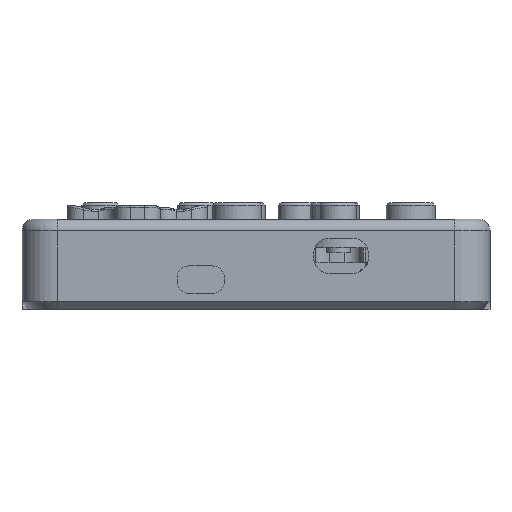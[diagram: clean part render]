
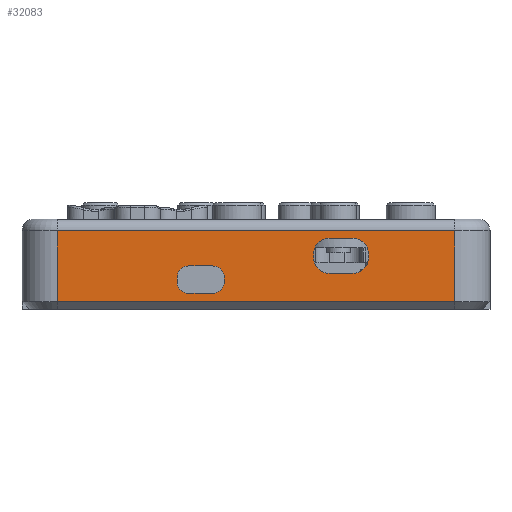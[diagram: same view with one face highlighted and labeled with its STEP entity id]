
A CAD part, front view. The second image highlights one B-rep face of the part: STEP entity #32083.
In plain terms, the highlighted planar face has unit normal (0, -1, 0).
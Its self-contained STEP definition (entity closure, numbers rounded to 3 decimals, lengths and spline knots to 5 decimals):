
#3740=LINE('',#58907,#6471);
#3741=LINE('',#58912,#6472);
#3742=LINE('',#58916,#6473);
#3743=LINE('',#58920,#6474);
#3744=LINE('',#58923,#6475);
#3745=LINE('',#58926,#6476);
#3746=LINE('',#58928,#6477);
#3747=LINE('',#58930,#6478);
#3748=LINE('',#58934,#6479);
#3749=LINE('',#58938,#6480);
#3750=LINE('',#58942,#6481);
#3751=LINE('',#58946,#6482);
#6471=VECTOR('',#44111,1.);
#6472=VECTOR('',#44114,1.);
#6473=VECTOR('',#44117,1.);
#6474=VECTOR('',#44120,1.);
#6475=VECTOR('',#44123,1.);
#6476=VECTOR('',#44124,1.);
#6477=VECTOR('',#44125,1.);
#6478=VECTOR('',#44126,1.);
#6479=VECTOR('',#44129,1.);
#6480=VECTOR('',#44132,1.);
#6481=VECTOR('',#44135,1.);
#6482=VECTOR('',#44138,1.);
#8242=PLANE('',#37073);
#16088=ORIENTED_EDGE('',*,*,#21333,.F.);
#16089=ORIENTED_EDGE('',*,*,#21334,.F.);
#16090=ORIENTED_EDGE('',*,*,#21335,.F.);
#16091=ORIENTED_EDGE('',*,*,#21336,.F.);
#16092=ORIENTED_EDGE('',*,*,#21337,.T.);
#16093=ORIENTED_EDGE('',*,*,#21338,.F.);
#16094=ORIENTED_EDGE('',*,*,#21339,.T.);
#16095=ORIENTED_EDGE('',*,*,#21340,.F.);
#16096=ORIENTED_EDGE('',*,*,#21341,.T.);
#16097=ORIENTED_EDGE('',*,*,#21342,.T.);
#16098=ORIENTED_EDGE('',*,*,#21343,.F.);
#16099=ORIENTED_EDGE('',*,*,#21344,.T.);
#16100=ORIENTED_EDGE('',*,*,#21345,.F.);
#16101=ORIENTED_EDGE('',*,*,#21346,.T.);
#16102=ORIENTED_EDGE('',*,*,#21347,.F.);
#16103=ORIENTED_EDGE('',*,*,#21348,.T.);
#16104=ORIENTED_EDGE('',*,*,#21349,.F.);
#16105=ORIENTED_EDGE('',*,*,#21350,.F.);
#16106=ORIENTED_EDGE('',*,*,#21351,.F.);
#16107=ORIENTED_EDGE('',*,*,#21352,.F.);
#21333=EDGE_CURVE('',#24608,#24609,#3740,.T.);
#21334=EDGE_CURVE('',#24610,#24608,#25895,.T.);
#21335=EDGE_CURVE('',#24611,#24610,#3741,.T.);
#21336=EDGE_CURVE('',#24612,#24611,#25896,.T.);
#21337=EDGE_CURVE('',#24612,#24613,#3742,.T.);
#21338=EDGE_CURVE('',#24614,#24613,#25897,.T.);
#21339=EDGE_CURVE('',#24614,#24615,#3743,.T.);
#21340=EDGE_CURVE('',#24609,#24615,#25898,.T.);
#21341=EDGE_CURVE('',#24616,#24617,#3744,.T.);
#21342=EDGE_CURVE('',#24617,#24618,#3745,.F.);
#21343=EDGE_CURVE('',#24619,#24618,#3746,.T.);
#21344=EDGE_CURVE('',#24619,#24616,#3747,.T.);
#21345=EDGE_CURVE('',#24620,#24621,#25899,.T.);
#21346=EDGE_CURVE('',#24620,#24622,#3748,.T.);
#21347=EDGE_CURVE('',#24623,#24622,#25900,.T.);
#21348=EDGE_CURVE('',#24623,#24624,#3749,.T.);
#21349=EDGE_CURVE('',#24625,#24624,#25901,.T.);
#21350=EDGE_CURVE('',#24626,#24625,#3750,.T.);
#21351=EDGE_CURVE('',#24627,#24626,#25902,.T.);
#21352=EDGE_CURVE('',#24621,#24627,#3751,.T.);
#24608=VERTEX_POINT('',#58908);
#24609=VERTEX_POINT('',#58909);
#24610=VERTEX_POINT('',#58911);
#24611=VERTEX_POINT('',#58913);
#24612=VERTEX_POINT('',#58915);
#24613=VERTEX_POINT('',#58917);
#24614=VERTEX_POINT('',#58919);
#24615=VERTEX_POINT('',#58921);
#24616=VERTEX_POINT('',#58924);
#24617=VERTEX_POINT('',#58925);
#24618=VERTEX_POINT('',#58927);
#24619=VERTEX_POINT('',#58929);
#24620=VERTEX_POINT('',#58932);
#24621=VERTEX_POINT('',#58933);
#24622=VERTEX_POINT('',#58935);
#24623=VERTEX_POINT('',#58937);
#24624=VERTEX_POINT('',#58939);
#24625=VERTEX_POINT('',#58941);
#24626=VERTEX_POINT('',#58943);
#24627=VERTEX_POINT('',#58945);
#25895=CIRCLE('',#37074,0.004);
#25896=CIRCLE('',#37075,0.004);
#25897=CIRCLE('',#37076,0.004);
#25898=CIRCLE('',#37077,0.004);
#25899=CIRCLE('',#37078,0.003);
#25900=CIRCLE('',#37079,0.003);
#25901=CIRCLE('',#37080,0.003);
#25902=CIRCLE('',#37081,0.003);
#27854=EDGE_LOOP('',(#16088,#16089,#16090,#16091,#16092,#16093,#16094,#16095));
#27855=EDGE_LOOP('',(#16096,#16097,#16098,#16099));
#27856=EDGE_LOOP('',(#16100,#16101,#16102,#16103,#16104,#16105,#16106,#16107));
#29956=FACE_BOUND('',#27854,.T.);
#29957=FACE_BOUND('',#27855,.T.);
#29958=FACE_BOUND('',#27856,.T.);
#32083=ADVANCED_FACE('',(#29956,#29957,#29958),#8242,.T.);
#37073=AXIS2_PLACEMENT_3D('',#58906,#44109,#44110);
#37074=AXIS2_PLACEMENT_3D('',#58910,#44112,#44113);
#37075=AXIS2_PLACEMENT_3D('',#58914,#44115,#44116);
#37076=AXIS2_PLACEMENT_3D('',#58918,#44118,#44119);
#37077=AXIS2_PLACEMENT_3D('',#58922,#44121,#44122);
#37078=AXIS2_PLACEMENT_3D('',#58931,#44127,#44128);
#37079=AXIS2_PLACEMENT_3D('',#58936,#44130,#44131);
#37080=AXIS2_PLACEMENT_3D('',#58940,#44133,#44134);
#37081=AXIS2_PLACEMENT_3D('',#58944,#44136,#44137);
#44109=DIRECTION('',(0.,-1.,0.));
#44110=DIRECTION('',(0.,0.,-1.));
#44111=DIRECTION('',(0.,0.,1.));
#44112=DIRECTION('',(0.,-1.,0.));
#44113=DIRECTION('',(1.,0.,0.));
#44114=DIRECTION('',(1.,0.,0.));
#44115=DIRECTION('',(0.,-1.,0.));
#44116=DIRECTION('',(1.,0.,0.));
#44117=DIRECTION('',(0.,0.,1.));
#44118=DIRECTION('',(0.,-1.,0.));
#44119=DIRECTION('',(1.,0.,0.));
#44120=DIRECTION('',(1.,0.,0.));
#44121=DIRECTION('',(0.,-1.,0.));
#44122=DIRECTION('',(1.,0.,0.));
#44123=DIRECTION('',(0.,0.,1.));
#44124=DIRECTION('',(1.,0.,0.));
#44125=DIRECTION('',(0.,0.,1.));
#44126=DIRECTION('',(1.,0.,0.));
#44127=DIRECTION('',(0.,-1.,0.));
#44128=DIRECTION('',(1.,0.,0.));
#44129=DIRECTION('',(0.,0.,1.));
#44130=DIRECTION('',(0.,-1.,0.));
#44131=DIRECTION('',(1.,0.,0.));
#44132=DIRECTION('',(1.,0.,0.));
#44133=DIRECTION('',(0.,-1.,0.));
#44134=DIRECTION('',(1.,0.,0.));
#44135=DIRECTION('',(0.,0.,1.));
#44136=DIRECTION('',(0.,-1.,0.));
#44137=DIRECTION('',(1.,0.,0.));
#44138=DIRECTION('',(1.,0.,0.));
#58906=CARTESIAN_POINT('',(-0.0505,-0.058,-0.018));
#58907=CARTESIAN_POINT('',(0.02863,-0.058,-0.00936));
#58908=CARTESIAN_POINT('',(0.02863,-0.058,-0.00986));
#58909=CARTESIAN_POINT('',(0.02863,-0.058,-0.00886));
#58910=CARTESIAN_POINT('',(0.02463,-0.058,-0.00986));
#58911=CARTESIAN_POINT('',(0.02463,-0.058,-0.01386));
#58912=CARTESIAN_POINT('',(0.02163,-0.058,-0.01386));
#58913=CARTESIAN_POINT('',(0.01863,-0.058,-0.01386));
#58914=CARTESIAN_POINT('',(0.01863,-0.058,-0.00986));
#58915=CARTESIAN_POINT('',(0.01463,-0.058,-0.00986));
#58916=CARTESIAN_POINT('',(0.01463,-0.058,-0.00936));
#58917=CARTESIAN_POINT('',(0.01463,-0.058,-0.00886));
#58918=CARTESIAN_POINT('',(0.01863,-0.058,-0.00886));
#58919=CARTESIAN_POINT('',(0.01863,-0.058,-0.00486));
#58920=CARTESIAN_POINT('',(0.02163,-0.058,-0.00486));
#58921=CARTESIAN_POINT('',(0.02463,-0.058,-0.00486));
#58922=CARTESIAN_POINT('',(0.02463,-0.058,-0.00886));
#58923=CARTESIAN_POINT('',(0.0505,-0.058,-0.018));
#58924=CARTESIAN_POINT('',(0.0505,-0.058,-0.021));
#58925=CARTESIAN_POINT('',(0.0505,-0.058,-0.003));
#58926=CARTESIAN_POINT('',(-0.0505,-0.058,-0.003));
#58927=CARTESIAN_POINT('',(-0.0505,-0.058,-0.003));
#58928=CARTESIAN_POINT('',(-0.0505,-0.058,-0.018));
#58929=CARTESIAN_POINT('',(-0.0505,-0.058,-0.021));
#58930=CARTESIAN_POINT('',(-0.0505,-0.058,-0.021));
#58931=CARTESIAN_POINT('',(-0.01707,-0.058,-0.01593));
#58932=CARTESIAN_POINT('',(-0.02007,-0.058,-0.01593));
#58933=CARTESIAN_POINT('',(-0.01707,-0.058,-0.01893));
#58934=CARTESIAN_POINT('',(-0.02007,-0.058,-0.01543));
#58935=CARTESIAN_POINT('',(-0.02007,-0.058,-0.01493));
#58936=CARTESIAN_POINT('',(-0.01707,-0.058,-0.01493));
#58937=CARTESIAN_POINT('',(-0.01707,-0.058,-0.01193));
#58938=CARTESIAN_POINT('',(-0.01407,-0.058,-0.01193));
#58939=CARTESIAN_POINT('',(-0.01107,-0.058,-0.01193));
#58940=CARTESIAN_POINT('',(-0.01107,-0.058,-0.01493));
#58941=CARTESIAN_POINT('',(-0.00807,-0.058,-0.01493));
#58942=CARTESIAN_POINT('',(-0.00807,-0.058,-0.01543));
#58943=CARTESIAN_POINT('',(-0.00807,-0.058,-0.01593));
#58944=CARTESIAN_POINT('',(-0.01107,-0.058,-0.01593));
#58945=CARTESIAN_POINT('',(-0.01107,-0.058,-0.01893));
#58946=CARTESIAN_POINT('',(-0.01407,-0.058,-0.01893));
